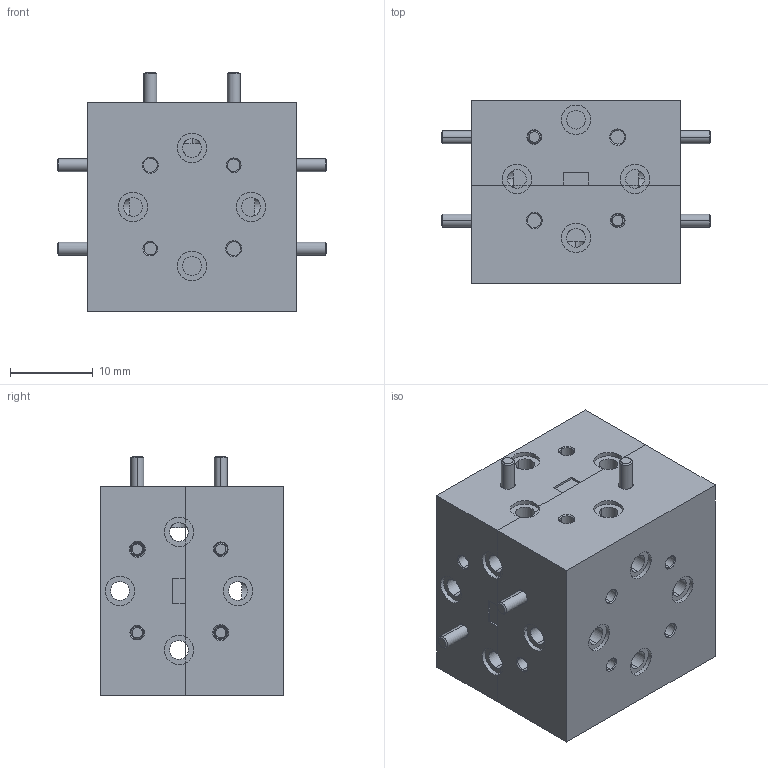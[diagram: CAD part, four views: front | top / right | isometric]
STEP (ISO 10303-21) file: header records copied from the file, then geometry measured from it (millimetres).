
FILE_DESCRIPTION (( 'STEP AP203' ), '1' );
FILE_NAME ('SWP-60390302-12-S1.STEP', '2016-06-15T15:56:58', ( '' ), ( '' ), 'SwSTEP 2.0', 'SolidWorks 2013', '' );
FILE_SCHEMA (( 'CONFIG_CONTROL_DESIGN' ));
Length unit declared in the file: inch
Products named in the file (1): SWP-60390302-12-S1
Bounding box: 32.64 x 22.23 x 29.02 mm (x, y, z)
Surface area: 5252.9 mm2 (no closed solid volume)
Topology: 0 solids, 8 shells, 217 faces, 610 edges, 401 vertices
Faces by surface type: cylinder 122, plane 51, cone 44
Entity records: 7138 total; most frequent: DIRECTION 1326, CARTESIAN_POINT 1319, ORIENTED_EDGE 1038, EDGE_CURVE 610, AXIS2_PLACEMENT_3D 520, VERTEX_POINT 401, CIRCLE 302, VECTOR 286
